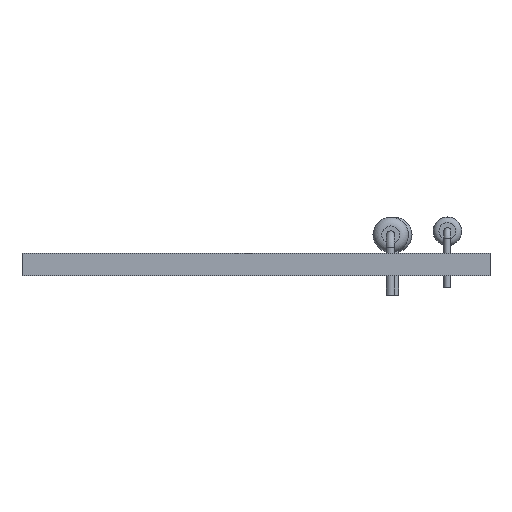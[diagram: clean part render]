
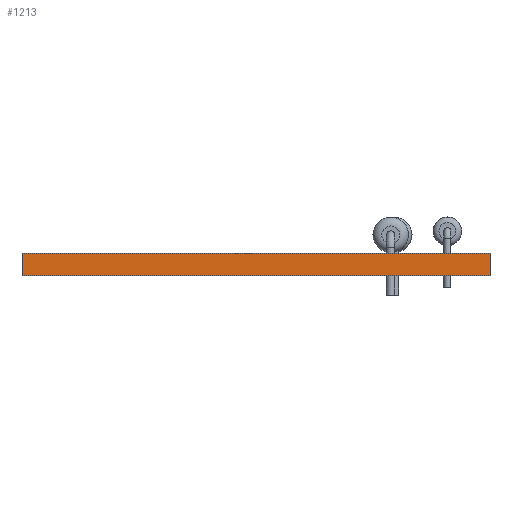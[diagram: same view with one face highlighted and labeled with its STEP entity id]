
A CAD part, front view. The second image highlights one B-rep face of the part: STEP entity #1213.
In plain terms, the highlighted planar face has unit normal (0, -1, 0).
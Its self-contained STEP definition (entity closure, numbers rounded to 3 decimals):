
#1213 = ADVANCED_FACE('',(#1214),#1248,.T.);
#1214 = FACE_BOUND('',#1215,.T.);
#1215 = EDGE_LOOP('',(#1216,#1226,#1234,#1242));
#1216 = ORIENTED_EDGE('',*,*,#1217,.T.);
#1217 = EDGE_CURVE('',#1218,#1220,#1222,.T.);
#1218 = VERTEX_POINT('',#1219);
#1219 = CARTESIAN_POINT('',(165.5,-115.5,0.));
#1220 = VERTEX_POINT('',#1221);
#1221 = CARTESIAN_POINT('',(165.5,-115.5,1.6));
#1222 = LINE('',#1223,#1224);
#1223 = CARTESIAN_POINT('',(165.5,-115.5,0.));
#1224 = VECTOR('',#1225,1.);
#1225 = DIRECTION('',(0.,0.,1.));
#1226 = ORIENTED_EDGE('',*,*,#1227,.T.);
#1227 = EDGE_CURVE('',#1220,#1228,#1230,.T.);
#1228 = VERTEX_POINT('',#1229);
#1229 = CARTESIAN_POINT('',(132.5,-115.5,1.6));
#1230 = LINE('',#1231,#1232);
#1231 = CARTESIAN_POINT('',(165.5,-115.5,1.6));
#1232 = VECTOR('',#1233,1.);
#1233 = DIRECTION('',(-1.,0.,0.));
#1234 = ORIENTED_EDGE('',*,*,#1235,.F.);
#1235 = EDGE_CURVE('',#1236,#1228,#1238,.T.);
#1236 = VERTEX_POINT('',#1237);
#1237 = CARTESIAN_POINT('',(132.5,-115.5,0.));
#1238 = LINE('',#1239,#1240);
#1239 = CARTESIAN_POINT('',(132.5,-115.5,0.));
#1240 = VECTOR('',#1241,1.);
#1241 = DIRECTION('',(0.,0.,1.));
#1242 = ORIENTED_EDGE('',*,*,#1243,.F.);
#1243 = EDGE_CURVE('',#1218,#1236,#1244,.T.);
#1244 = LINE('',#1245,#1246);
#1245 = CARTESIAN_POINT('',(165.5,-115.5,0.));
#1246 = VECTOR('',#1247,1.);
#1247 = DIRECTION('',(-1.,0.,0.));
#1248 = PLANE('',#1249);
#1249 = AXIS2_PLACEMENT_3D('',#1250,#1251,#1252);
#1250 = CARTESIAN_POINT('',(165.5,-115.5,0.));
#1251 = DIRECTION('',(0.,-1.,0.));
#1252 = DIRECTION('',(-1.,0.,0.));
